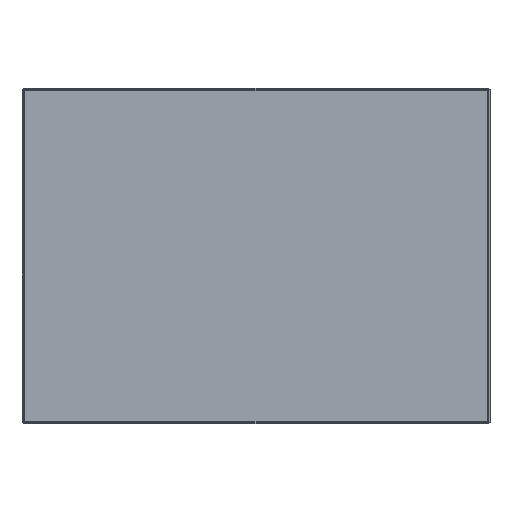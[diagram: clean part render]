
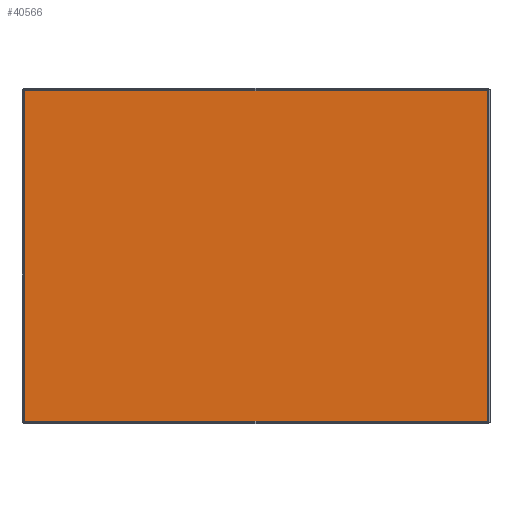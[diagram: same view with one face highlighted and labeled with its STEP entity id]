
A CAD part, top view. The second image highlights one B-rep face of the part: STEP entity #40566.
In plain terms, the highlighted face is planar.
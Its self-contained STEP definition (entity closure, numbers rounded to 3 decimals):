
#40527=CARTESIAN_POINT('',(0.,0.,-4.0));
#40528=DIRECTION('',(0.0,0.0,1.0));
#40529=DIRECTION('',(1.0,0.0,0.0));
#40530=AXIS2_PLACEMENT_3D('',#40527,#40528,#40529);
#40531=PLANE('',#40530);
#40532=CARTESIAN_POINT('',(-168.0,120.0,-4.0));
#40533=VERTEX_POINT('',#40532);
#40534=CARTESIAN_POINT('',(-168.,-120.0,-4.0));
#40535=VERTEX_POINT('',#40534);
#40536=CARTESIAN_POINT('',(-168.0,120.0,-4.0));
#40537=DIRECTION('',(0.0,-1.0,0.0));
#40538=VECTOR('',#40537,240.0);
#40539=LINE('',#40536,#40538);
#40540=EDGE_CURVE('',#40533,#40535,#40539,.T.);
#40541=ORIENTED_EDGE('',*,*,#40540,.F.);
#40542=CARTESIAN_POINT('',(168.0,120.0,-4.0));
#40543=VERTEX_POINT('',#40542);
#40544=CARTESIAN_POINT('',(168.0,120.0,-4.0));
#40545=DIRECTION('',(-1.0,0.0,0.0));
#40546=VECTOR('',#40545,336.0);
#40547=LINE('',#40544,#40546);
#40548=EDGE_CURVE('',#40543,#40533,#40547,.T.);
#40549=ORIENTED_EDGE('',*,*,#40548,.F.);
#40550=CARTESIAN_POINT('',(168.,-120.0,-4.0));
#40551=VERTEX_POINT('',#40550);
#40552=CARTESIAN_POINT('',(168.,-120.0,-4.0));
#40553=DIRECTION('',(0.0,1.0,0.0));
#40554=VECTOR('',#40553,240.0);
#40555=LINE('',#40552,#40554);
#40556=EDGE_CURVE('',#40551,#40543,#40555,.T.);
#40557=ORIENTED_EDGE('',*,*,#40556,.F.);
#40558=CARTESIAN_POINT('',(-168.,-120.0,-4.0));
#40559=DIRECTION('',(1.0,0.0,0.0));
#40560=VECTOR('',#40559,336.);
#40561=LINE('',#40558,#40560);
#40562=EDGE_CURVE('',#40535,#40551,#40561,.T.);
#40563=ORIENTED_EDGE('',*,*,#40562,.F.);
#40564=EDGE_LOOP('',(#40541,#40549,#40557,#40563));
#40565=FACE_OUTER_BOUND('',#40564,.T.);
#40566=ADVANCED_FACE('',(#40565),#40531,.F.);
